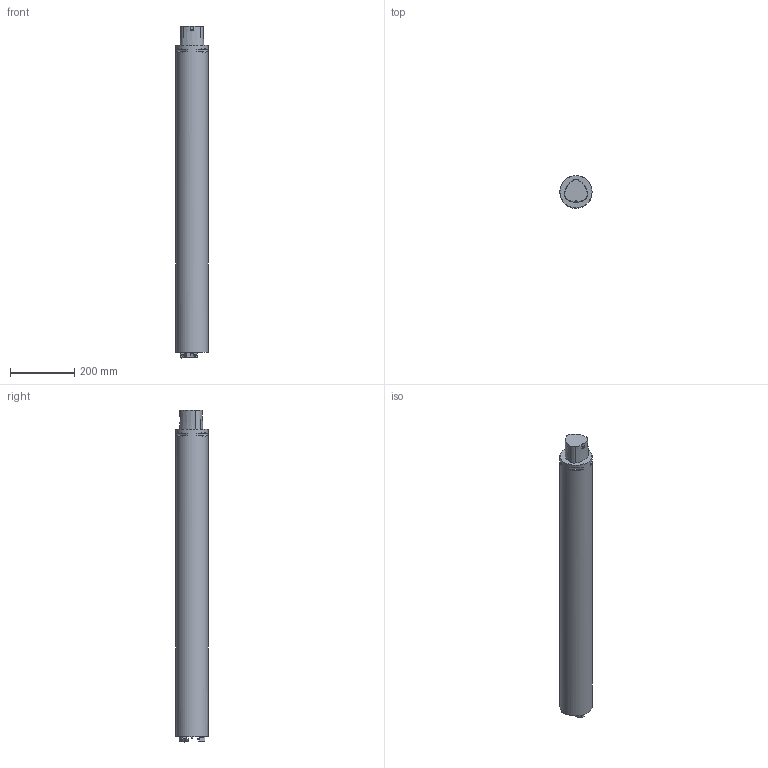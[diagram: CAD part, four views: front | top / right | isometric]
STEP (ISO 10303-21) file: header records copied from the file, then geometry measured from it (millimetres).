
FILE_DESCRIPTION(/* description */ (''),/* implementation_level */ '2;1');
FILE_NAME(/* name */ 'TOOLCOMP_1.STP',/* time_stamp */ '2025-01-21T13:55:21+01:00',/* author */ (''),/* organization */ ('SMS'),/* preprocessor_version */ 'ST-DEVELOPER v16.7',/* originating_system */ 'SIEMENS PLM Software NX 12.0',/* authorisation */ '');
FILE_SCHEMA (('AUTOMOTIVE_DESIGN { 1 0 10303 214 3 1 1 1 }'));
Length unit declared in the file: millimetre
Products named in the file (1): TOOLCOMP_1
Bounding box: 100 x 100 x 1030.9 mm (x, y, z)
Volume: 7739638.2 mm3; surface area: 335190.1 mm2
Topology: 1 solids, 1 shells, 146 faces, 368 edges, 236 vertices
Faces by surface type: plane 74, cylinder 28, cone 25, extrusion 12, torus 5, bspline 2
Full cylindrical faces by diameter (mm): 3.3 x2, 5 x2, 10 x1, 16 x1, 16.5 x1, 80 x1, 100 x1
Entity records: 5154 total; most frequent: CARTESIAN_POINT 1663, DIRECTION 721, ORIENTED_EDGE 686, EDGE_CURVE 343, AXIS2_PLACEMENT_3D 273, VERTEX_POINT 231, EDGE_LOOP 179, VECTOR 175
